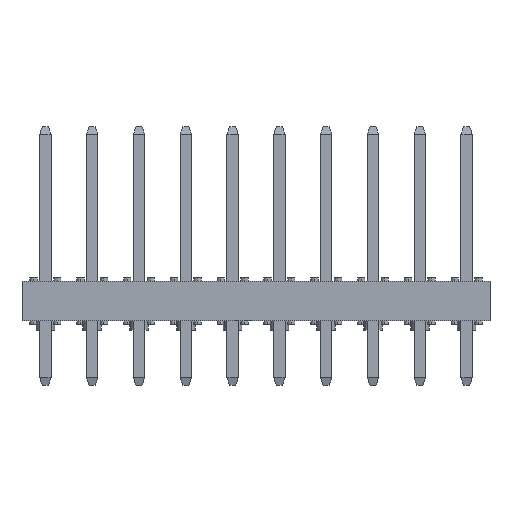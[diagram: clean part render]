
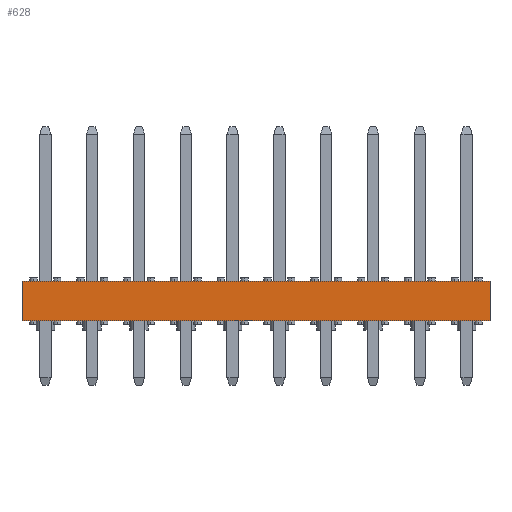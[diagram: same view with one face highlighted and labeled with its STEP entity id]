
A CAD part, top view. The second image highlights one B-rep face of the part: STEP entity #628.
In plain terms, the highlighted planar face has unit normal (0, 0, 1).
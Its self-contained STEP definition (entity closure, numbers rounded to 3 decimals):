
#72 = DIRECTION ( 'NONE',  ( 1., 0., 0. ) ) ;
#215 = VERTEX_POINT ( 'NONE', #1914 ) ;
#388 = EDGE_CURVE ( 'NONE', #6258, #3424, #6502, .T. ) ;
#581 = LINE ( 'NONE', #5405, #6716 ) ;
#628 = ADVANCED_FACE ( 'NONE', ( #3123 ), #682, .F. ) ;
#682 = PLANE ( 'NONE',  #4337 ) ;
#735 = ORIENTED_EDGE ( 'NONE', *, *, #6767, .T. ) ;
#1170 = EDGE_CURVE ( 'NONE', #4695, #3424, #2936, .T. ) ;
#1187 = DIRECTION ( 'NONE',  ( 0., 0., -1. ) ) ;
#1375 = VECTOR ( 'NONE', #4502, 1000. ) ;
#1886 = CARTESIAN_POINT ( 'NONE',  ( 12.7, 2.64, 2.415 ) ) ;
#1914 = CARTESIAN_POINT ( 'NONE',  ( -12.7, 2.64, 2.415 ) ) ;
#2232 = CARTESIAN_POINT ( 'NONE',  ( 12.7, 0.5, 2.415 ) ) ;
#2396 = DIRECTION ( 'NONE',  ( -1., 0., 0. ) ) ;
#2936 = LINE ( 'NONE', #4757, #3114 ) ;
#3114 = VECTOR ( 'NONE', #4713, 1000. ) ;
#3123 = FACE_OUTER_BOUND ( 'NONE', #7067, .T. ) ;
#3424 = VERTEX_POINT ( 'NONE', #4645 ) ;
#3537 = EDGE_CURVE ( 'NONE', #215, #4695, #5767, .T. ) ;
#4337 = AXIS2_PLACEMENT_3D ( 'NONE', #6953, #1187, #2396 ) ;
#4502 = DIRECTION ( 'NONE',  ( 1., 0., 0. ) ) ;
#4645 = CARTESIAN_POINT ( 'NONE',  ( 12.7, 0.5, 2.415 ) ) ;
#4695 = VERTEX_POINT ( 'NONE', #4919 ) ;
#4713 = DIRECTION ( 'NONE',  ( 0., -1., 0. ) ) ;
#4757 = CARTESIAN_POINT ( 'NONE',  ( 12.7, 2.64, 2.415 ) ) ;
#4919 = CARTESIAN_POINT ( 'NONE',  ( 12.7, 2.64, 2.415 ) ) ;
#5405 = CARTESIAN_POINT ( 'NONE',  ( -12.7, 2.64, 2.415 ) ) ;
#5479 = ORIENTED_EDGE ( 'NONE', *, *, #3537, .F. ) ;
#5514 = CARTESIAN_POINT ( 'NONE',  ( -12.7, 0.5, 2.415 ) ) ;
#5671 = ORIENTED_EDGE ( 'NONE', *, *, #388, .T. ) ;
#5767 = LINE ( 'NONE', #1886, #6033 ) ;
#6033 = VECTOR ( 'NONE', #72, 1000. ) ;
#6228 = ORIENTED_EDGE ( 'NONE', *, *, #1170, .F. ) ;
#6258 = VERTEX_POINT ( 'NONE', #5514 ) ;
#6502 = LINE ( 'NONE', #2232, #1375 ) ;
#6541 = DIRECTION ( 'NONE',  ( 0., -1., 0. ) ) ;
#6716 = VECTOR ( 'NONE', #6541, 1000. ) ;
#6767 = EDGE_CURVE ( 'NONE', #215, #6258, #581, .T. ) ;
#6953 = CARTESIAN_POINT ( 'NONE',  ( 12.7, 2.64, 2.415 ) ) ;
#7067 = EDGE_LOOP ( 'NONE', ( #5671, #6228, #5479, #735 ) ) ;
